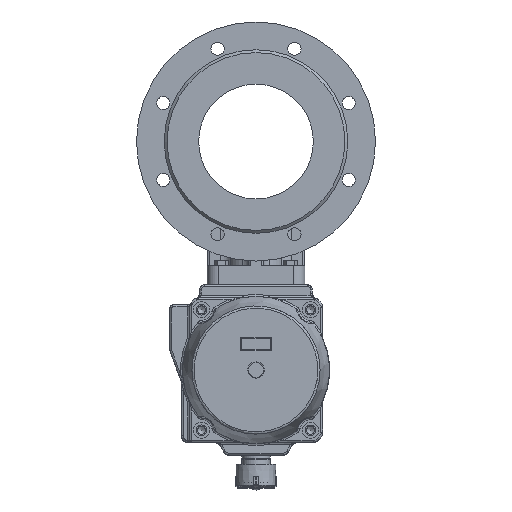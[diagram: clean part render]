
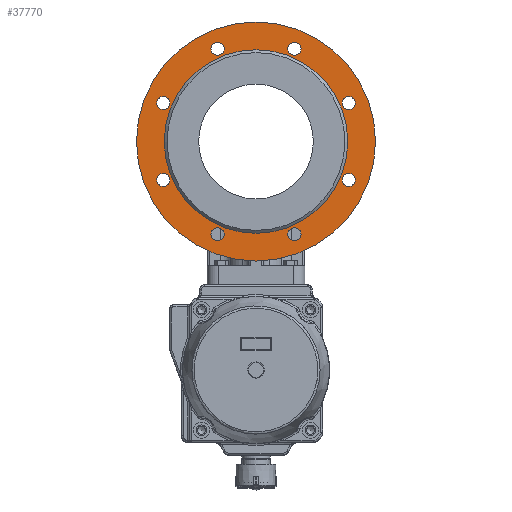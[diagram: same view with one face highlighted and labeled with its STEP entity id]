
A CAD part, front view. The second image highlights one B-rep face of the part: STEP entity #37770.
In plain terms, the highlighted planar face has unit normal (0, -1, 0).
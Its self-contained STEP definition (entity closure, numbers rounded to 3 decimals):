
#3747=CIRCLE('',#40278,125.);
#3762=CIRCLE('',#40295,6.918);
#3763=CIRCLE('',#40296,6.918);
#3764=CIRCLE('',#40297,6.918);
#3765=CIRCLE('',#40298,6.918);
#3766=CIRCLE('',#40299,6.918);
#3767=CIRCLE('',#40300,6.918);
#3768=CIRCLE('',#40301,6.918);
#3769=CIRCLE('',#40302,6.918);
#3770=CIRCLE('',#40303,96.);
#5767=ORIENTED_EDGE('',*,*,#16747,.F.);
#5768=ORIENTED_EDGE('',*,*,#16748,.F.);
#5769=ORIENTED_EDGE('',*,*,#16749,.F.);
#5770=ORIENTED_EDGE('',*,*,#16750,.F.);
#5771=ORIENTED_EDGE('',*,*,#16751,.F.);
#5772=ORIENTED_EDGE('',*,*,#16752,.F.);
#5773=ORIENTED_EDGE('',*,*,#16753,.F.);
#5774=ORIENTED_EDGE('',*,*,#16754,.F.);
#5775=ORIENTED_EDGE('',*,*,#16730,.T.);
#5776=ORIENTED_EDGE('',*,*,#16755,.T.);
#16730=EDGE_CURVE('',#22225,#22225,#3747,.T.);
#16747=EDGE_CURVE('',#22242,#22242,#3762,.T.);
#16748=EDGE_CURVE('',#22243,#22243,#3763,.T.);
#16749=EDGE_CURVE('',#22244,#22244,#3764,.T.);
#16750=EDGE_CURVE('',#22245,#22245,#3765,.T.);
#16751=EDGE_CURVE('',#22246,#22246,#3766,.T.);
#16752=EDGE_CURVE('',#22247,#22247,#3767,.T.);
#16753=EDGE_CURVE('',#22248,#22248,#3768,.T.);
#16754=EDGE_CURVE('',#22249,#22249,#3769,.T.);
#16755=EDGE_CURVE('',#22250,#22250,#3770,.T.);
#22225=VERTEX_POINT('',#53772);
#22242=VERTEX_POINT('',#53808);
#22243=VERTEX_POINT('',#53810);
#22244=VERTEX_POINT('',#53812);
#22245=VERTEX_POINT('',#53814);
#22246=VERTEX_POINT('',#53816);
#22247=VERTEX_POINT('',#53818);
#22248=VERTEX_POINT('',#53820);
#22249=VERTEX_POINT('',#53822);
#22250=VERTEX_POINT('',#53824);
#29605=EDGE_LOOP('',(#5767));
#29606=EDGE_LOOP('',(#5768));
#29607=EDGE_LOOP('',(#5769));
#29608=EDGE_LOOP('',(#5770));
#29609=EDGE_LOOP('',(#5771));
#29610=EDGE_LOOP('',(#5772));
#29611=EDGE_LOOP('',(#5773));
#29612=EDGE_LOOP('',(#5774));
#29613=EDGE_LOOP('',(#5775));
#29614=EDGE_LOOP('',(#5776));
#32400=FACE_BOUND('',#29605,.T.);
#32401=FACE_BOUND('',#29606,.T.);
#32402=FACE_BOUND('',#29607,.T.);
#32403=FACE_BOUND('',#29608,.T.);
#32404=FACE_BOUND('',#29609,.T.);
#32405=FACE_BOUND('',#29610,.T.);
#32406=FACE_BOUND('',#29611,.T.);
#32407=FACE_BOUND('',#29612,.T.);
#32408=FACE_BOUND('',#29613,.T.);
#32409=FACE_BOUND('',#29614,.T.);
#35161=PLANE('',#40294);
#37770=ADVANCED_FACE('',(#32400,#32401,#32402,#32403,#32404,#32405,#32406,
#32407,#32408,#32409),#35161,.T.);
#40278=AXIS2_PLACEMENT_3D('',#53771,#44146,#44147);
#40294=AXIS2_PLACEMENT_3D('',#53806,#44180,#44181);
#40295=AXIS2_PLACEMENT_3D('',#53807,#44182,#44183);
#40296=AXIS2_PLACEMENT_3D('',#53809,#44184,#44185);
#40297=AXIS2_PLACEMENT_3D('',#53811,#44186,#44187);
#40298=AXIS2_PLACEMENT_3D('',#53813,#44188,#44189);
#40299=AXIS2_PLACEMENT_3D('',#53815,#44190,#44191);
#40300=AXIS2_PLACEMENT_3D('',#53817,#44192,#44193);
#40301=AXIS2_PLACEMENT_3D('',#53819,#44194,#44195);
#40302=AXIS2_PLACEMENT_3D('',#53821,#44196,#44197);
#40303=AXIS2_PLACEMENT_3D('',#53823,#44198,#44199);
#44146=DIRECTION('',(0.,-1.,0.));
#44147=DIRECTION('',(1.,0.,0.));
#44180=DIRECTION('',(0.,-1.,0.));
#44181=DIRECTION('',(0.,0.,-1.));
#44182=DIRECTION('',(0.,-1.,0.));
#44183=DIRECTION('',(-1.,0.,0.));
#44184=DIRECTION('',(0.,-1.,0.));
#44185=DIRECTION('',(-1.,0.,0.));
#44186=DIRECTION('',(0.,-1.,0.));
#44187=DIRECTION('',(-1.,0.,0.));
#44188=DIRECTION('',(0.,-1.,0.));
#44189=DIRECTION('',(-1.,0.,0.));
#44190=DIRECTION('',(0.,-1.,0.));
#44191=DIRECTION('',(-1.,0.,0.));
#44192=DIRECTION('',(0.,-1.,0.));
#44193=DIRECTION('',(-1.,0.,0.));
#44194=DIRECTION('',(0.,-1.,0.));
#44195=DIRECTION('',(-1.,0.,0.));
#44196=DIRECTION('',(0.,-1.,0.));
#44197=DIRECTION('',(-1.,0.,0.));
#44198=DIRECTION('',(0.,1.,0.));
#44199=DIRECTION('',(1.,0.,0.));
#53771=CARTESIAN_POINT('',(0.,-97.,0.));
#53772=CARTESIAN_POINT('',(125.,-97.,0.));
#53806=CARTESIAN_POINT('',(0.,-97.,0.));
#53807=CARTESIAN_POINT('',(-97.007,-97.,40.182));
#53808=CARTESIAN_POINT('',(-103.925,-97.,40.182));
#53809=CARTESIAN_POINT('',(-40.182,-97.,97.007));
#53810=CARTESIAN_POINT('',(-47.099,-97.,97.007));
#53811=CARTESIAN_POINT('',(40.182,-97.,97.007));
#53812=CARTESIAN_POINT('',(33.264,-97.,97.007));
#53813=CARTESIAN_POINT('',(97.007,-97.,40.182));
#53814=CARTESIAN_POINT('',(90.09,-97.,40.182));
#53815=CARTESIAN_POINT('',(-97.007,-97.,-40.182));
#53816=CARTESIAN_POINT('',(-103.925,-97.,-40.182));
#53817=CARTESIAN_POINT('',(-40.182,-97.,-97.007));
#53818=CARTESIAN_POINT('',(-47.099,-97.,-97.007));
#53819=CARTESIAN_POINT('',(40.182,-97.,-97.007));
#53820=CARTESIAN_POINT('',(33.264,-97.,-97.007));
#53821=CARTESIAN_POINT('',(97.007,-97.,-40.182));
#53822=CARTESIAN_POINT('',(90.09,-97.,-40.182));
#53823=CARTESIAN_POINT('',(0.,-97.,0.));
#53824=CARTESIAN_POINT('',(96.,-97.,0.));
